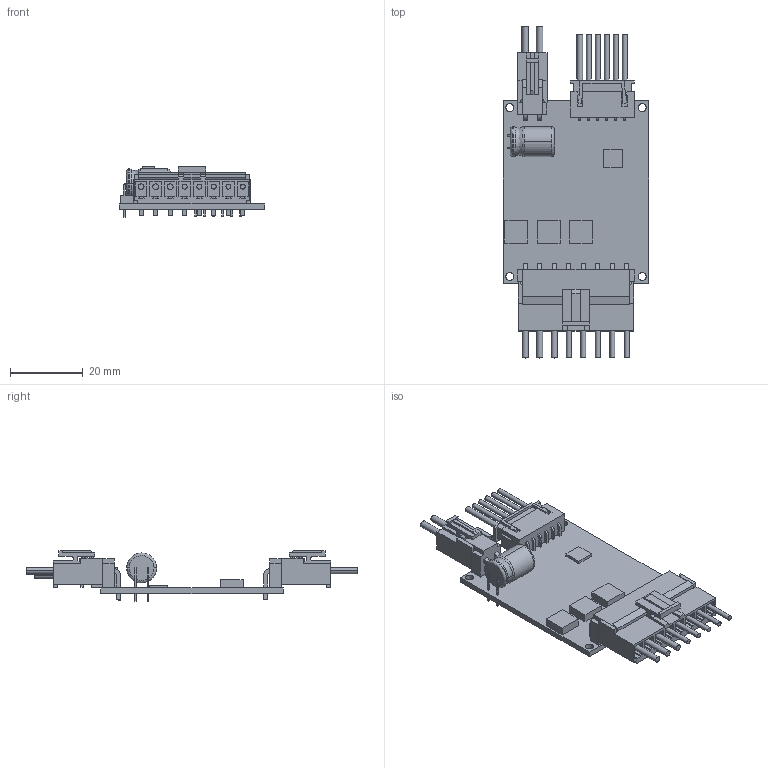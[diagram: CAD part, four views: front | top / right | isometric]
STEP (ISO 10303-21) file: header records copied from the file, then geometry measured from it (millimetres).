
FILE_DESCRIPTION (( 'STEP AP214' ), '1' );
FILE_NAME ('无刷涡轮风扇 驱动板.STEP', '2024-01-18T06:43:15', ( 'Windows User' ), ( 'P R C' ), 'SwSTEP 2.0', 'SolidWorks 2023', '' );
FILE_SCHEMA (( 'AUTOMOTIVE_DESIGN' ));
Length unit declared in the file: millimetre
Products named in the file (5): Connector 6 pin; 无刷涡轮风扇 驱动板; Connector 8 pin; PCB; Connector 2 pin
Assembly tree (4 placements, depth 2):
  无刷涡轮风扇 驱动板
    PCB
    Connector 8 pin
    Connector 6 pin
    Connector 2 pin
Bounding box: 40 x 91 x 13.93 mm (x, y, z)
Volume: 8168.4 mm3; surface area: 15428.8 mm2
Topology: 46 solids, 46 shells, 860 faces, 2290 edges, 1502 vertices
Faces by surface type: plane 758, cylinder 92, bspline 10
Entity records: 27126 total; most frequent: CARTESIAN_POINT 4821, ORIENTED_EDGE 4580, DIRECTION 4206, EDGE_CURVE 2290, VECTOR 2080, LINE 2080, VERTEX_POINT 1502, AXIS2_PLACEMENT_3D 1063
